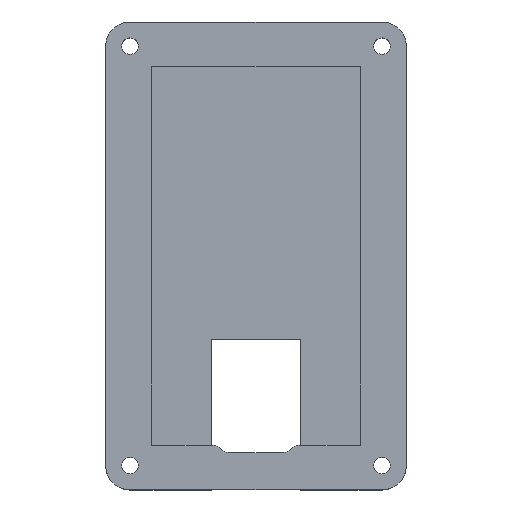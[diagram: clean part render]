
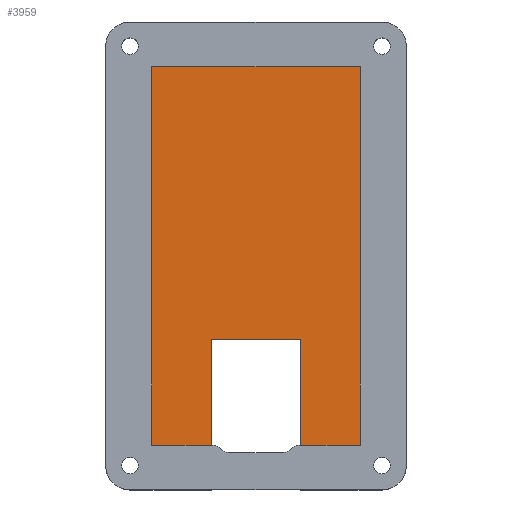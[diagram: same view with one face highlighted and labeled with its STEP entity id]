
A CAD part, top view. The second image highlights one B-rep face of the part: STEP entity #3959.
In plain terms, the highlighted planar face has unit normal (0, 0, 1).
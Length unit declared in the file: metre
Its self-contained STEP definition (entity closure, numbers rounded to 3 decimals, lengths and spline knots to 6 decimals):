
#372=ORIENTED_EDGE('',*,*,#1562,.F.);
#373=ORIENTED_EDGE('',*,*,#1571,.T.);
#374=ORIENTED_EDGE('',*,*,#1572,.F.);
#375=ORIENTED_EDGE('',*,*,#1573,.F.);
#376=ORIENTED_EDGE('',*,*,#1534,.F.);
#377=ORIENTED_EDGE('',*,*,#1574,.F.);
#378=ORIENTED_EDGE('',*,*,#1575,.T.);
#379=ORIENTED_EDGE('',*,*,#1576,.T.);
#1534=EDGE_CURVE('',#2135,#2136,#2541,.T.);
#1562=EDGE_CURVE('',#2161,#2162,#2557,.T.);
#1571=EDGE_CURVE('',#2161,#2169,#2566,.T.);
#1572=EDGE_CURVE('',#2170,#2169,#2567,.T.);
#1573=EDGE_CURVE('',#2136,#2170,#2568,.T.);
#1574=EDGE_CURVE('',#2171,#2135,#2569,.T.);
#1575=EDGE_CURVE('',#2171,#2172,#2570,.T.);
#1576=EDGE_CURVE('',#2172,#2162,#2571,.T.);
#2135=VERTEX_POINT('',#5368);
#2136=VERTEX_POINT('',#5370);
#2161=VERTEX_POINT('',#5424);
#2162=VERTEX_POINT('',#5426);
#2169=VERTEX_POINT('',#5444);
#2170=VERTEX_POINT('',#5446);
#2171=VERTEX_POINT('',#5449);
#2172=VERTEX_POINT('',#5451);
#2541=LINE('',#5369,#2934);
#2557=LINE('',#5425,#2950);
#2566=LINE('',#5443,#2959);
#2567=LINE('',#5445,#2960);
#2568=LINE('',#5447,#2961);
#2569=LINE('',#5448,#2962);
#2570=LINE('',#5450,#2963);
#2571=LINE('',#5452,#2964);
#2934=VECTOR('',#4457,1.);
#2950=VECTOR('',#4501,1.);
#2959=VECTOR('',#4514,1.);
#2960=VECTOR('',#4515,1.);
#2961=VECTOR('',#4516,1.);
#2962=VECTOR('',#4517,1.);
#2963=VECTOR('',#4518,1.);
#2964=VECTOR('',#4519,1.);
#3332=EDGE_LOOP('',(#372,#373,#374,#375,#376,#377,#378,#379));
#3589=FACE_BOUND('',#3332,.T.);
#3841=PLANE('',#4208);
#3959=ADVANCED_FACE('',(#3589),#3841,.T.);
#4208=AXIS2_PLACEMENT_3D('',#5442,#4512,#4513);
#4457=DIRECTION('',(-1.,0.,0.));
#4501=DIRECTION('',(-1.,0.,0.));
#4512=DIRECTION('',(0.,0.,1.));
#4513=DIRECTION('',(1.,0.,0.));
#4514=DIRECTION('',(0.,1.,0.));
#4515=DIRECTION('',(-1.,0.,0.));
#4516=DIRECTION('',(0.,1.,0.));
#4517=DIRECTION('',(0.,-1.,0.));
#4518=DIRECTION('',(-1.,0.,0.));
#4519=DIRECTION('',(0.,-1.,0.));
#5368=CARTESIAN_POINT('',(0.0215,-0.039,0.003));
#5369=CARTESIAN_POINT('',(0.,-0.039,0.003));
#5370=CARTESIAN_POINT('',(0.00925,-0.039,0.003));
#5424=CARTESIAN_POINT('',(-0.00925,-0.039,0.003));
#5425=CARTESIAN_POINT('',(0.,-0.039,0.003));
#5426=CARTESIAN_POINT('',(-0.0215,-0.039,0.003));
#5442=CARTESIAN_POINT('',(0.,0.,0.003));
#5443=CARTESIAN_POINT('',(-0.00925,0.,0.003));
#5444=CARTESIAN_POINT('',(-0.00925,-0.01725,0.003));
#5445=CARTESIAN_POINT('',(0.,-0.01725,0.003));
#5446=CARTESIAN_POINT('',(0.00925,-0.01725,0.003));
#5447=CARTESIAN_POINT('',(0.00925,0.,0.003));
#5448=CARTESIAN_POINT('',(0.0215,0.,0.003));
#5449=CARTESIAN_POINT('',(0.0215,0.039,0.003));
#5450=CARTESIAN_POINT('',(0.,0.039,0.003));
#5451=CARTESIAN_POINT('',(-0.0215,0.039,0.003));
#5452=CARTESIAN_POINT('',(-0.0215,0.,0.003));
